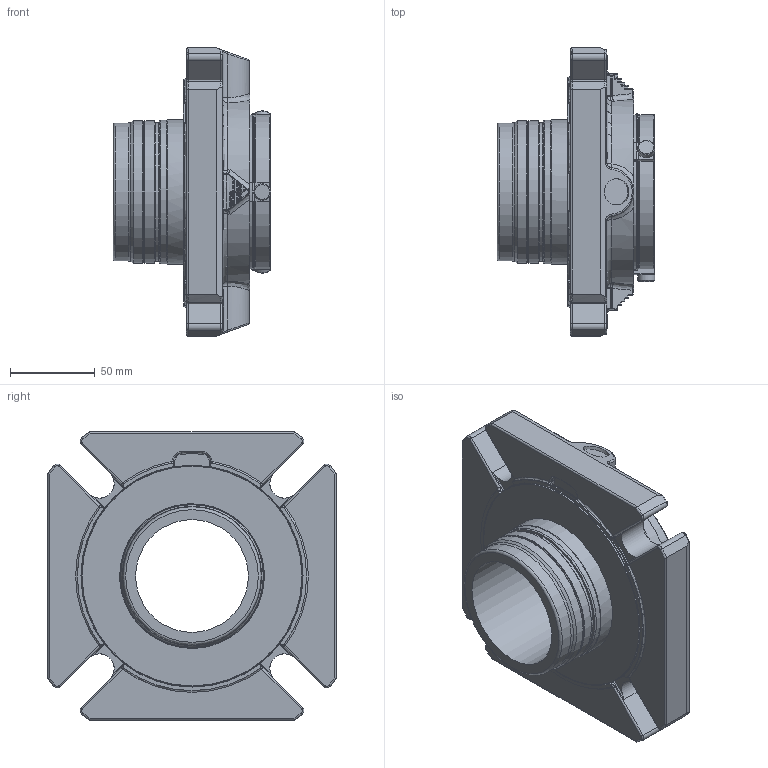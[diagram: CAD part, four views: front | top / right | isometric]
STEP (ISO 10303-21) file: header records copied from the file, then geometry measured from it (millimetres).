
FILE_DESCRIPTION(/* description */ ('Unknown'),/* implementation_level */ '2;1');
FILE_NAME(/* name */ '2.625-DMSF-LARGE-BOX-BORE-SEAL-ARRANGEMENT',/* time_stamp */ '2023-06-06T11:46:44+01:00',/* author */ ('Unknown'),/* organization */ ('Unknown'),/* preprocessor_version */ 'ST-DEVELOPER v18.102',/* originating_system */ 'Solid Edge',/* authorisation */ 'Unknown');
FILE_SCHEMA (('AUTOMOTIVE_DESIGN {1 0 10303 214 3 1 1}'));
Length unit declared in the file: millimetre
Products named in the file (1): 2.625-DMSF-LARGE-BOX-BORE-SEAL-ARRANGEMENT
Bounding box: 93.24 x 170.31 x 170.31 mm (x, y, z)
Volume: 733084.8 mm3; surface area: 115788.2 mm2
Topology: 1 solids, 1 shells, 1022 faces, 2635 edges, 1633 vertices
Faces by surface type: cylinder 348, plane 308, bspline 176, torus 118, sphere 40, cone 32
Full cylindrical faces by diameter (mm): 5.805 x2, 10 x3, 15.5 x2, 66.675 x1, 66.777 x1, 69.825 x1, 81.509 x1, 82.169 x2, 84.201 x1, 84.252 x1, 84.938 x1, 85.446 x1, 91.567 x1, 127.203 x1, 130 x1, 130.15 x1, 130.556 x1
Entity records: 34133 total; most frequent: CARTESIAN_POINT 10379, ORIENTED_EDGE 5126, DIRECTION 4739, EDGE_CURVE 2563, AXIS2_PLACEMENT_3D 1807, VERTEX_POINT 1617, LINE 1125, VECTOR 1125
